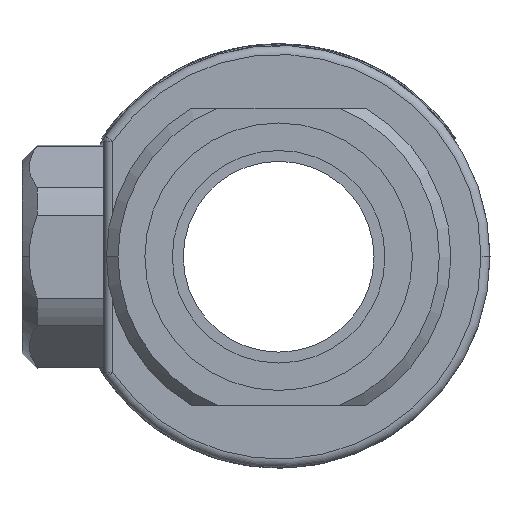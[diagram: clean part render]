
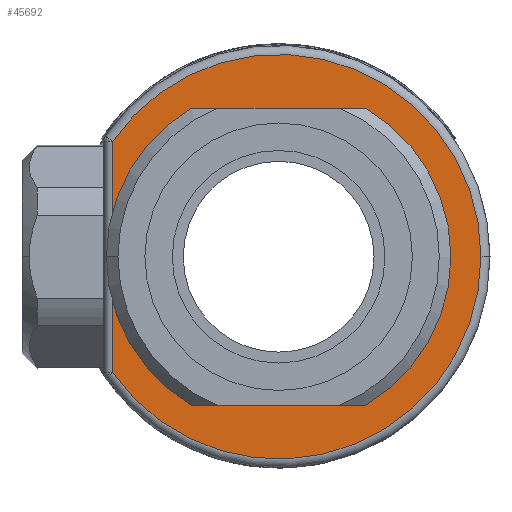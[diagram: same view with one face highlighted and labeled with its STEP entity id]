
A CAD part, left-side view. The second image highlights one B-rep face of the part: STEP entity #45692.
In plain terms, the highlighted planar face has unit normal (-1, 0, 0).
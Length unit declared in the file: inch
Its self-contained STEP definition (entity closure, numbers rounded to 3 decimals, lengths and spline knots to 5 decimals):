
#2691 = CARTESIAN_POINT ( 'NONE',  ( -0.13521, -0.67, 0. ) ) ;
#3270 = DIRECTION ( 'NONE',  ( 0., -1., 0. ) ) ;
#3842 = DIRECTION ( 'NONE',  ( -1., 0., 0. ) ) ;
#4001 = DIRECTION ( 'NONE',  ( 0., 0., -1. ) ) ;
#5059 = CARTESIAN_POINT ( 'NONE',  ( -0.13521, 0., 0. ) ) ;
#5392 = DIRECTION ( 'NONE',  ( 1., 0., 0. ) ) ;
#5811 = CIRCLE ( 'NONE', #26974, 0.67 ) ;
#6262 = ORIENTED_EDGE ( 'NONE', *, *, #23015, .T. ) ;
#6850 = DIRECTION ( 'NONE',  ( 0., 1., 0. ) ) ;
#8180 = DIRECTION ( 'NONE',  ( 0., -1., 0. ) ) ;
#9617 = DIRECTION ( 'NONE',  ( 1., 0., 0. ) ) ;
#10267 = CIRCLE ( 'NONE', #56296, 0.525 ) ;
#12524 = FACE_OUTER_BOUND ( 'NONE', #53941, .T. ) ;
#12556 = VECTOR ( 'NONE', #4001, 39.37008 ) ;
#12582 = EDGE_CURVE ( 'NONE', #29943, #27896, #38149, .T. ) ;
#13095 = PLANE ( 'NONE',  #20794 ) ;
#13472 = CARTESIAN_POINT ( 'NONE',  ( -0.13521, 0., 0. ) ) ;
#14170 = CARTESIAN_POINT ( 'NONE',  ( -0.13521, 0., 0. ) ) ;
#15592 = LINE ( 'NONE', #19614, #19915 ) ;
#15608 = EDGE_CURVE ( 'NONE', #42241, #50055, #15592, .T. ) ;
#15791 = VERTEX_POINT ( 'NONE', #50896 ) ;
#16959 = AXIS2_PLACEMENT_3D ( 'NONE', #13472, #5392, #44496 ) ;
#17549 = ORIENTED_EDGE ( 'NONE', *, *, #22453, .T. ) ;
#18588 = DIRECTION ( 'NONE',  ( 0., 1., 0. ) ) ;
#19315 = DIRECTION ( 'NONE',  ( -1., 0., 0. ) ) ;
#19614 = CARTESIAN_POINT ( 'NONE',  ( -0.13521, -0.28795, -0.4925 ) ) ;
#19915 = VECTOR ( 'NONE', #37090, 39.37008 ) ;
#20529 = CARTESIAN_POINT ( 'NONE',  ( -0.13521, 0., 0. ) ) ;
#20794 = AXIS2_PLACEMENT_3D ( 'NONE', #21428, #55945, #3270 ) ;
#21428 = CARTESIAN_POINT ( 'NONE',  ( -0.13521, 0.525, 0. ) ) ;
#21733 = EDGE_CURVE ( 'NONE', #15791, #42328, #28380, .T. ) ;
#21850 = ORIENTED_EDGE ( 'NONE', *, *, #46390, .T. ) ;
#21939 = ORIENTED_EDGE ( 'NONE', *, *, #12582, .T. ) ;
#22453 = EDGE_CURVE ( 'NONE', #56782, #29943, #5811, .T. ) ;
#23015 = EDGE_CURVE ( 'NONE', #52722, #42328, #53649, .T. ) ;
#23063 = DIRECTION ( 'NONE',  ( 1., 0., 0. ) ) ;
#23260 = ORIENTED_EDGE ( 'NONE', *, *, #54929, .T. ) ;
#26003 = EDGE_LOOP ( 'NONE', ( #23260, #29882, #39141, #6262, #27767 ) ) ;
#26974 = AXIS2_PLACEMENT_3D ( 'NONE', #37630, #19315, #54388 ) ;
#27767 = ORIENTED_EDGE ( 'NONE', *, *, #21733, .F. ) ;
#27896 = VERTEX_POINT ( 'NONE', #39897 ) ;
#28378 = AXIS2_PLACEMENT_3D ( 'NONE', #5059, #9617, #18588 ) ;
#28380 = LINE ( 'NONE', #45918, #54450 ) ;
#29882 = ORIENTED_EDGE ( 'NONE', *, *, #15608, .F. ) ;
#29943 = VERTEX_POINT ( 'NONE', #2691 ) ;
#31669 = DIRECTION ( 'NONE',  ( 0., 1., 0. ) ) ;
#37090 = DIRECTION ( 'NONE',  ( 0., -1., 0. ) ) ;
#37098 = CARTESIAN_POINT ( 'NONE',  ( -0.13521, 0.55, -0.38262 ) ) ;
#37630 = CARTESIAN_POINT ( 'NONE',  ( -0.13521, 0., 0. ) ) ;
#38149 = CIRCLE ( 'NONE', #52916, 0.67 ) ;
#38428 = EDGE_CURVE ( 'NONE', #42241, #52722, #56934, .T. ) ;
#39141 = ORIENTED_EDGE ( 'NONE', *, *, #38428, .T. ) ;
#39897 = CARTESIAN_POINT ( 'NONE',  ( -0.13521, 0.55, 0.38262 ) ) ;
#42241 = VERTEX_POINT ( 'NONE', #45590 ) ;
#42328 = VERTEX_POINT ( 'NONE', #48178 ) ;
#43695 = CARTESIAN_POINT ( 'NONE',  ( -0.13521, 0.55, -0.33541 ) ) ;
#44496 = DIRECTION ( 'NONE',  ( 0., 1., 0. ) ) ;
#45590 = CARTESIAN_POINT ( 'NONE',  ( -0.13521, 0.18185, -0.4925 ) ) ;
#45692 = ADVANCED_FACE ( 'NONE', ( #12524, #56238 ), #13095, .T. ) ;
#45918 = CARTESIAN_POINT ( 'NONE',  ( -0.13521, 0.28795, 0.4925 ) ) ;
#46390 = EDGE_CURVE ( 'NONE', #27896, #56782, #47697, .T. ) ;
#46767 = CARTESIAN_POINT ( 'NONE',  ( -0.13521, -0.18185, -0.4925 ) ) ;
#47697 = LINE ( 'NONE', #43695, #12556 ) ;
#48178 = CARTESIAN_POINT ( 'NONE',  ( -0.13521, 0.18185, 0.4925 ) ) ;
#48292 = CARTESIAN_POINT ( 'NONE',  ( -0.13521, 0.525, 0. ) ) ;
#50055 = VERTEX_POINT ( 'NONE', #46767 ) ;
#50896 = CARTESIAN_POINT ( 'NONE',  ( -0.13521, -0.18185, 0.4925 ) ) ;
#52722 = VERTEX_POINT ( 'NONE', #48292 ) ;
#52916 = AXIS2_PLACEMENT_3D ( 'NONE', #20529, #3842, #8180 ) ;
#53649 = CIRCLE ( 'NONE', #16959, 0.525 ) ;
#53941 = EDGE_LOOP ( 'NONE', ( #17549, #21939, #21850 ) ) ;
#54388 = DIRECTION ( 'NONE',  ( 0., -1., 0. ) ) ;
#54450 = VECTOR ( 'NONE', #6850, 39.37008 ) ;
#54929 = EDGE_CURVE ( 'NONE', #15791, #50055, #10267, .T. ) ;
#55945 = DIRECTION ( 'NONE',  ( -1., 0., 0. ) ) ;
#56238 = FACE_BOUND ( 'NONE', #26003, .T. ) ;
#56296 = AXIS2_PLACEMENT_3D ( 'NONE', #14170, #23063, #31669 ) ;
#56782 = VERTEX_POINT ( 'NONE', #37098 ) ;
#56934 = CIRCLE ( 'NONE', #28378, 0.525 ) ;
